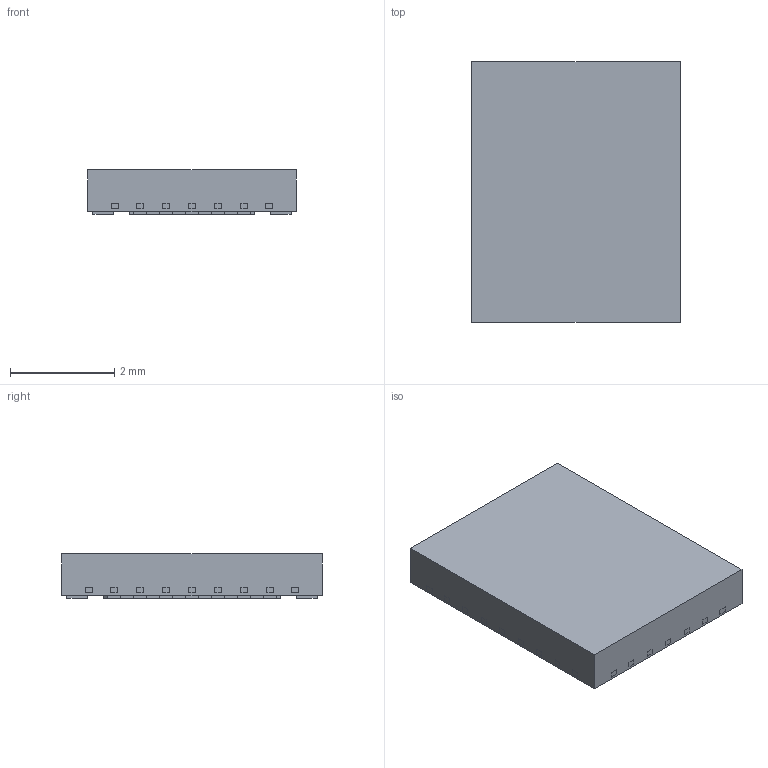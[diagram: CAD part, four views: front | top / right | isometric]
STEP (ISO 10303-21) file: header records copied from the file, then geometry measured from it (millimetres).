
FILE_DESCRIPTION((''),'2;1');
FILE_NAME('NJA0024A_ASM','2017-04-20T',('a0412025'),(''),'CREO PARAMETRIC BY PTC INC, 2016050','CREO PARAMETRIC BY PTC INC, 2016050','');
FILE_SCHEMA(('AUTOMOTIVE_DESIGN { 1 0 10303 214 1 1 1 1 }'));
Length unit declared in the file: millimetre
Products named in the file (4): BODY-QFN; FRAME-NJA0024A; PIN1-ID; NJA0024A_ASM
Assembly tree (3 placements, depth 2):
  NJA0024A_ASM
    BODY-QFN
    FRAME-NJA0024A
    PIN1-ID
Bounding box: 4 x 5 x 0.85 mm (x, y, z)
Volume: 16.5 mm3; surface area: 101.3 mm2
Topology: 30 solids, 30 shells, 517 faces, 1362 edges, 908 vertices
Faces by surface type: plane 517
Entity records: 20606 total; most frequent: CARTESIAN_POINT 2801, ORIENTED_EDGE 2724, DIRECTION 2410, PRESENTATION_STYLE_ASSIGNMENT 1417, STYLED_ITEM 1392, VECTOR 1362, LINE 1362, CURVE_STYLE 1362
